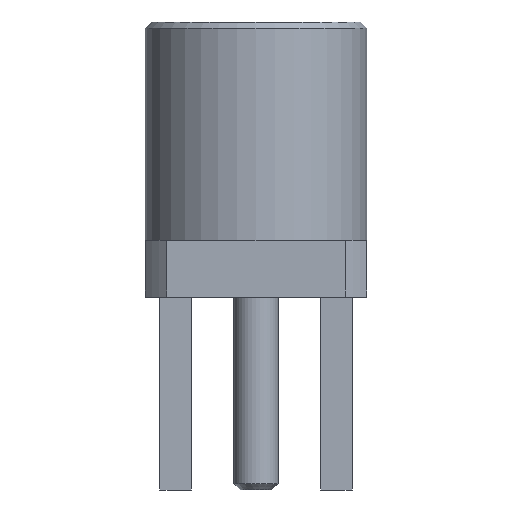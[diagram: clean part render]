
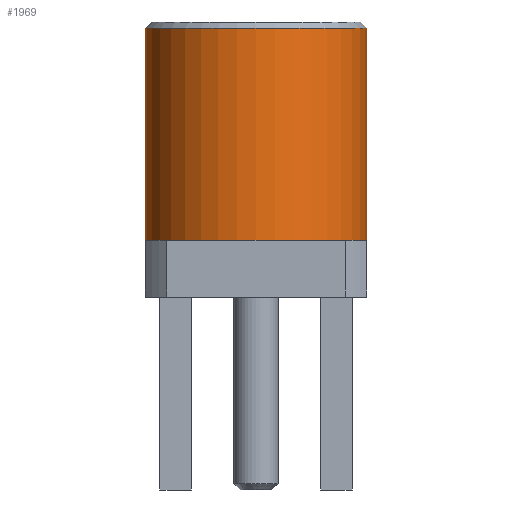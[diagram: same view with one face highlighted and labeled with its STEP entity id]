
A CAD part, front view. The second image highlights one B-rep face of the part: STEP entity #1969.
In plain terms, the highlighted cylindrical face has radius 1.75 mm (diameter 3.5 mm), a partial arc.
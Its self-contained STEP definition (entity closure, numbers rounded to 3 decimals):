
#1919=CARTESIAN_POINT('',(0.,0.,4.417));
#1920=DIRECTION('',(0.,0.,-1.0));
#1921=DIRECTION('',(-1.0,0.0,0.0));
#1922=AXIS2_PLACEMENT_3D('',#1919,#1920,#1921);
#1923=CYLINDRICAL_SURFACE('',#1922,1.75);
#1924=CARTESIAN_POINT('',(-1.75,0.0,0.9));
#1925=VERTEX_POINT('',#1924);
#1926=CARTESIAN_POINT('',(-1.75,0.,4.25));
#1927=VERTEX_POINT('',#1926);
#1928=CARTESIAN_POINT('',(-1.75,0.,0.9));
#1929=DIRECTION('',(0.0,0.0,1.0));
#1930=VECTOR('',#1929,3.35);
#1931=LINE('',#1928,#1930);
#1932=EDGE_CURVE('',#1925,#1927,#1931,.T.);
#1933=ORIENTED_EDGE('',*,*,#1932,.F.);
#1934=CARTESIAN_POINT('',(0.,-1.75,0.9));
#1935=VERTEX_POINT('',#1934);
#1936=CARTESIAN_POINT('',(0.,0.,0.9));
#1937=DIRECTION('',(0.0,0.0,1.0));
#1938=DIRECTION('',(-1.0,0.0,0.0));
#1939=AXIS2_PLACEMENT_3D('',#1936,#1937,#1938);
#1940=CIRCLE('',#1939,1.75);
#1941=EDGE_CURVE('',#1925,#1935,#1940,.T.);
#1942=ORIENTED_EDGE('',*,*,#1941,.T.);
#1943=CARTESIAN_POINT('',(1.75,0.,0.9));
#1944=VERTEX_POINT('',#1943);
#1945=CARTESIAN_POINT('',(0.,0.,0.9));
#1946=DIRECTION('',(0.0,0.0,1.0));
#1947=DIRECTION('',(-1.0,0.0,0.0));
#1948=AXIS2_PLACEMENT_3D('',#1945,#1946,#1947);
#1949=CIRCLE('',#1948,1.75);
#1950=EDGE_CURVE('',#1935,#1944,#1949,.T.);
#1951=ORIENTED_EDGE('',*,*,#1950,.T.);
#1952=CARTESIAN_POINT('',(1.75,0.,4.25));
#1953=VERTEX_POINT('',#1952);
#1954=CARTESIAN_POINT('',(1.75,0.,0.9));
#1955=DIRECTION('',(0.0,0.0,1.0));
#1956=VECTOR('',#1955,3.35);
#1957=LINE('',#1954,#1956);
#1958=EDGE_CURVE('',#1944,#1953,#1957,.T.);
#1959=ORIENTED_EDGE('',*,*,#1958,.T.);
#1960=CARTESIAN_POINT('',(0.,0.,4.25));
#1961=DIRECTION('',(0.0,0.0,-1.0));
#1962=DIRECTION('',(-1.0,0.0,0.0));
#1963=AXIS2_PLACEMENT_3D('',#1960,#1961,#1962);
#1964=CIRCLE('',#1963,1.75);
#1965=EDGE_CURVE('',#1953,#1927,#1964,.T.);
#1966=ORIENTED_EDGE('',*,*,#1965,.T.);
#1967=EDGE_LOOP('',(#1933,#1942,#1951,#1959,#1966));
#1968=FACE_OUTER_BOUND('',#1967,.T.);
#1969=ADVANCED_FACE('',(#1968),#1923,.T.);
